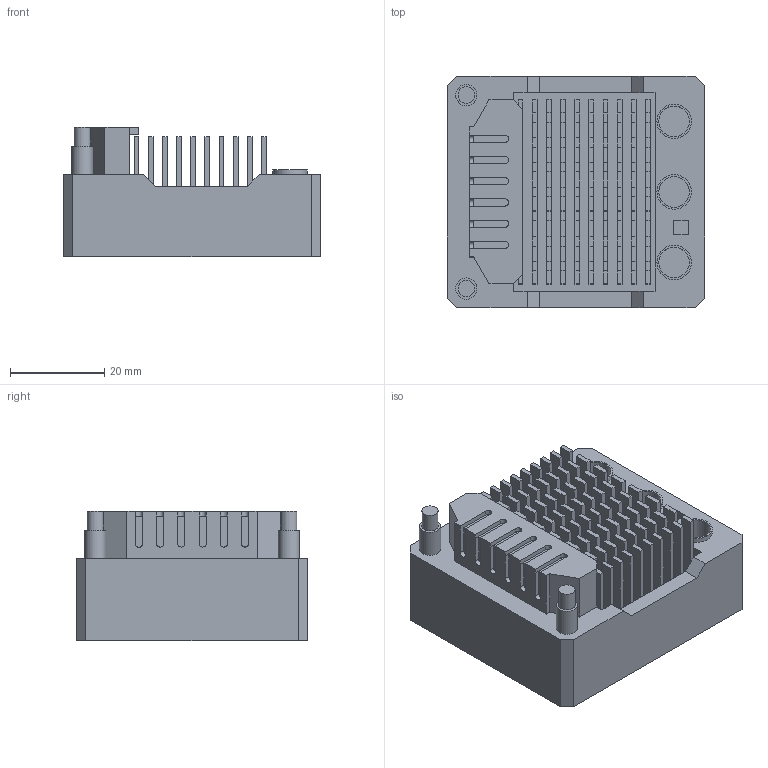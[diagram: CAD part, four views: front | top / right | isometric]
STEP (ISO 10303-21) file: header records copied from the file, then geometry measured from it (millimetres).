
FILE_DESCRIPTION(/* description */ (''),/* implementation_level */ '2;1');
FILE_NAME(/* name */ 'MambaMonsterX_ESC v4.step',/* time_stamp */ '2020-07-18T23:12:09+01:00',/* author */ (''),/* organization */ (''),/* preprocessor_version */ 'ST-DEVELOPER v18.1',/* originating_system */ 'Autodesk Translation Framework v9.3.0.1241',/* authorisation */ '');
FILE_SCHEMA (('AUTOMOTIVE_DESIGN { 1 0 10303 214 3 1 1 }'));
Length unit declared in the file: millimetre
Products named in the file (2): MambaMonsterX_ESC; MambaMonsterX
Assembly tree (1 placements, depth 2):
  MambaMonsterX_ESC
    MambaMonsterX
Bounding box: 54.5 x 49 x 27.4 mm (x, y, z)
Volume: 38408.1 mm3; surface area: 27232.3 mm2
Topology: 1 solids, 1 shells, 435 faces, 1224 edges, 812 vertices
Faces by surface type: plane 413, cylinder 22
Full cylindrical faces by diameter (mm): 3.5 x2, 4.5 x2, 6.5 x3, 7.3 x3
Entity records: 13864 total; most frequent: CARTESIAN_POINT 2474, ORIENTED_EDGE 2448, DIRECTION 2144, EDGE_CURVE 1224, LINE 1180, VECTOR 1180, VERTEX_POINT 812, AXIS2_PLACEMENT_3D 482
